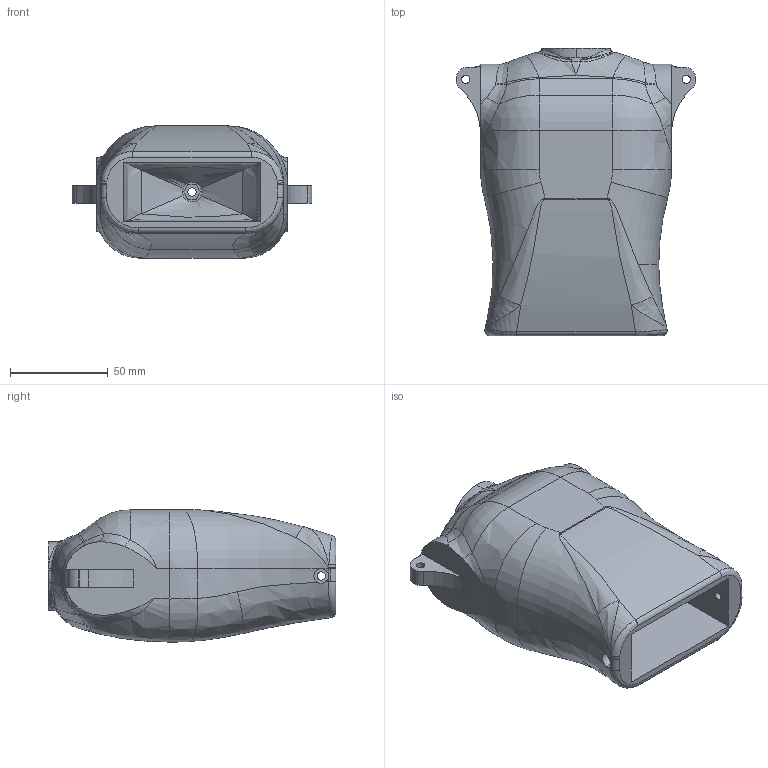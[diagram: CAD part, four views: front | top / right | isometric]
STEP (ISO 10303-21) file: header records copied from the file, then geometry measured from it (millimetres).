
FILE_DESCRIPTION (( 'STEP AP203' ), '1' );
FILE_NAME ('1_3_Torso.STEP', '2014-08-31T10:14:57', ( '' ), ( '' ), 'SwSTEP 2.0', 'SolidWorks 2013', '' );
FILE_SCHEMA (( 'CONFIG_CONTROL_DESIGN' ));
Length unit declared in the file: millimetre
Products named in the file (1): 1_3_Torso
Bounding box: 122.5 x 147 x 67.5 mm (x, y, z)
Volume: 438584.4 mm3; surface area: 70059.3 mm2
Topology: 1 solids, 1 shells, 218 faces, 544 edges, 324 vertices
Faces by surface type: bspline 124, cylinder 50, plane 31, sphere 8, torus 5
Entity records: 12570 total; most frequent: CARTESIAN_POINT 8320, ORIENTED_EDGE 1076, DIRECTION 590, EDGE_CURVE 538, VERTEX_POINT 324, B_SPLINE_CURVE_WITH_KNOTS 271, AXIS2_PLACEMENT_3D 248, EDGE_LOOP 230
